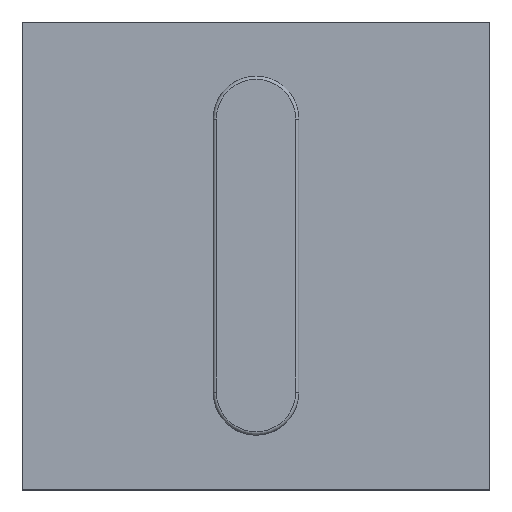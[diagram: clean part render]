
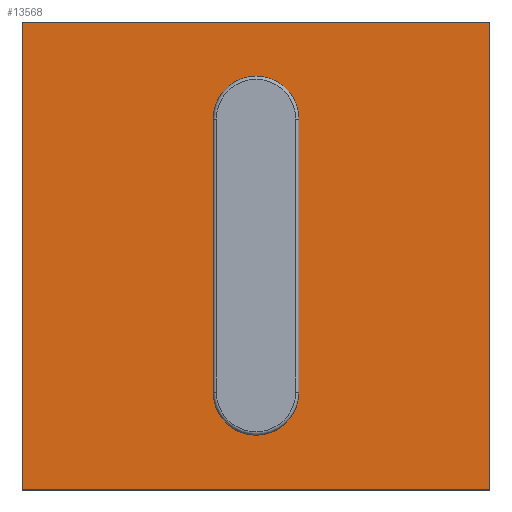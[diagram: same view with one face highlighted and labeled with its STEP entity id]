
A CAD part, top view. The second image highlights one B-rep face of the part: STEP entity #13568.
In plain terms, the highlighted face is planar.
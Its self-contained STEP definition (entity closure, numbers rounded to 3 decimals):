
#191 = CARTESIAN_POINT ( 'NONE',  ( -30., 9.1, 30. ) ) ;
#1125 = CARTESIAN_POINT ( 'NONE',  ( 30., 9.1, -30. ) ) ;
#1134 = LINE ( 'NONE', #12097, #21210 ) ;
#2438 = CARTESIAN_POINT ( 'NONE',  ( -30., 9.1, -30. ) ) ;
#2639 = DIRECTION ( 'NONE',  ( 0., 1., 0. ) ) ;
#3195 = LINE ( 'NONE', #16339, #4096 ) ;
#4096 = VECTOR ( 'NONE', #21821, 1000. ) ;
#4273 = VECTOR ( 'NONE', #11302, 1000. ) ;
#4777 = DIRECTION ( 'NONE',  ( 0., 0., -1. ) ) ;
#5586 = ORIENTED_EDGE ( 'NONE', *, *, #7483, .F. ) ;
#5619 = ORIENTED_EDGE ( 'NONE', *, *, #11867, .T. ) ;
#7483 = EDGE_CURVE ( 'NONE', #14733, #13195, #13125, .T. ) ;
#8363 = FACE_OUTER_BOUND ( 'NONE', #22562, .T. ) ;
#9152 = VERTEX_POINT ( 'NONE', #1125 ) ;
#11302 = DIRECTION ( 'NONE',  ( 0., 0., -1. ) ) ;
#11867 = EDGE_CURVE ( 'NONE', #14733, #19894, #3195, .T. ) ;
#11899 = PLANE ( 'NONE',  #12300 ) ;
#12097 = CARTESIAN_POINT ( 'NONE',  ( 30., 9.1, 144.188 ) ) ;
#12171 = CARTESIAN_POINT ( 'NONE',  ( -30., 9.1, -30. ) ) ;
#12300 = AXIS2_PLACEMENT_3D ( 'NONE', #19313, #2639, #20899 ) ;
#12851 = EDGE_CURVE ( 'NONE', #19894, #9152, #1134, .T. ) ;
#13125 = LINE ( 'NONE', #16883, #4273 ) ;
#13195 = VERTEX_POINT ( 'NONE', #2438 ) ;
#13568 = ADVANCED_FACE ( 'NONE', ( #8363 ), #11899, .T. ) ;
#13725 = CARTESIAN_POINT ( 'NONE',  ( 30., 9.1, 30. ) ) ;
#14153 = EDGE_CURVE ( 'NONE', #9152, #13195, #15935, .T. ) ;
#14733 = VERTEX_POINT ( 'NONE', #191 ) ;
#15935 = LINE ( 'NONE', #12171, #20862 ) ;
#16278 = ORIENTED_EDGE ( 'NONE', *, *, #14153, .T. ) ;
#16339 = CARTESIAN_POINT ( 'NONE',  ( -30., 9.1, 30. ) ) ;
#16883 = CARTESIAN_POINT ( 'NONE',  ( -30., 9.1, 144.188 ) ) ;
#17180 = ORIENTED_EDGE ( 'NONE', *, *, #12851, .T. ) ;
#19313 = CARTESIAN_POINT ( 'NONE',  ( -30., 9.1, 144.188 ) ) ;
#19894 = VERTEX_POINT ( 'NONE', #13725 ) ;
#20862 = VECTOR ( 'NONE', #21287, 1000. ) ;
#20899 = DIRECTION ( 'NONE',  ( 0., 0., 1. ) ) ;
#21210 = VECTOR ( 'NONE', #4777, 1000. ) ;
#21287 = DIRECTION ( 'NONE',  ( -1., 0., 0. ) ) ;
#21821 = DIRECTION ( 'NONE',  ( 1., 0., 0. ) ) ;
#22562 = EDGE_LOOP ( 'NONE', ( #5586, #5619, #17180, #16278 ) ) ;
